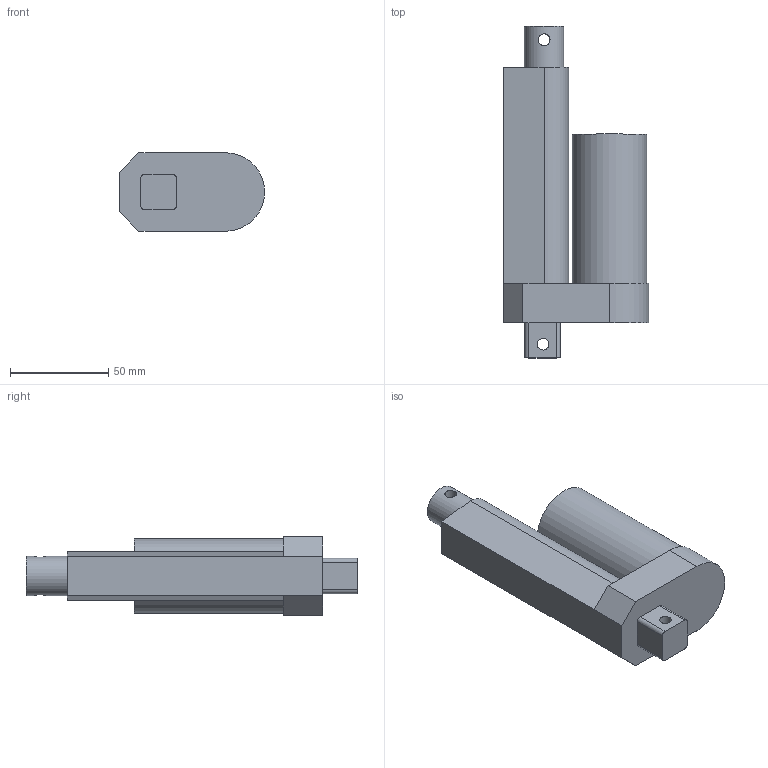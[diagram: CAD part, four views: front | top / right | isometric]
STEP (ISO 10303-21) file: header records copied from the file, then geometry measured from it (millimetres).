
FILE_DESCRIPTION(/* description */ (''),/* implementation_level */ '2;1');
FILE_NAME(/* name */ 'Linear Actuator.step',/* time_stamp */ '2021-01-10T16:30:54+05:00',/* author */ (''),/* organization */ (''),/* preprocessor_version */ 'ST-DEVELOPER v18.1',/* originating_system */ 'Autodesk Translation Framework v9.7.1.1290',/* authorisation */ '');
FILE_SCHEMA (('AUTOMOTIVE_DESIGN { 1 0 10303 214 3 1 1 }'));
Length unit declared in the file: millimetre
Products named in the file (2): Linear Actuator; Component2
Assembly tree (1 placements, depth 2):
  Linear Actuator
    Component2
Bounding box: 74 x 169 x 40 mm (x, y, z)
Volume: 229643.3 mm3; surface area: 47177.5 mm2
Topology: 2 solids, 2 shells, 32 faces, 75 edges, 50 vertices
Faces by surface type: plane 20, cylinder 12
Full cylindrical faces by diameter (mm): 6 x2, 20 x2, 38 x1
Entity records: 1050 total; most frequent: CARTESIAN_POINT 228, DIRECTION 163, ORIENTED_EDGE 150, EDGE_CURVE 75, AXIS2_PLACEMENT_3D 57, VERTEX_POINT 50, LINE 49, VECTOR 49
